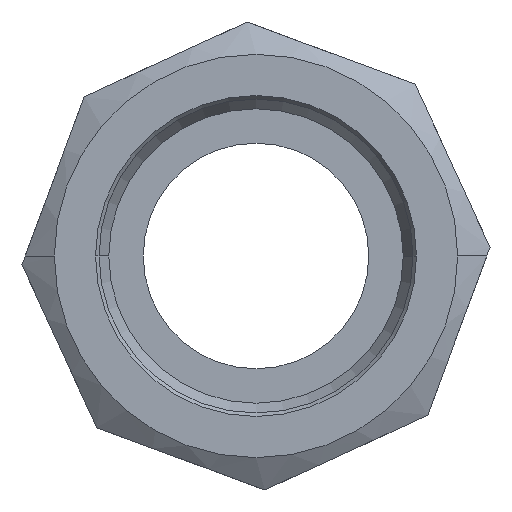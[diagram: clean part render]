
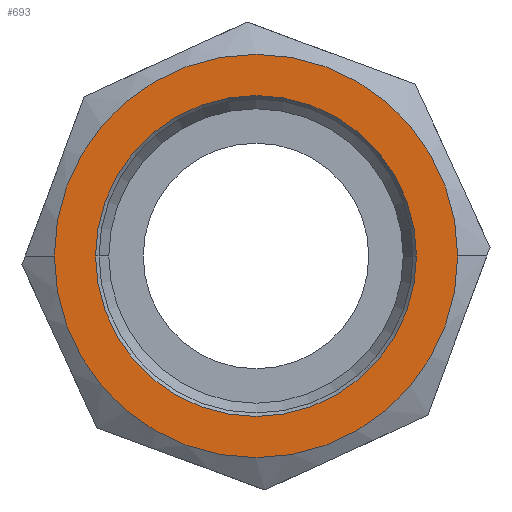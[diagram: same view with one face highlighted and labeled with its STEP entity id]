
A CAD part, left-side view. The second image highlights one B-rep face of the part: STEP entity #693.
In plain terms, the highlighted planar face has unit normal (-1, 0, 0).
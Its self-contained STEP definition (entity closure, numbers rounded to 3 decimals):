
#3 = FACE_BOUND ( 'NONE', #486, .T. ) ;
#43 = EDGE_CURVE ( 'NONE', #517, #822, #734, .T. ) ;
#127 = DIRECTION ( 'NONE',  ( -1., 0., 0. ) ) ;
#144 = ORIENTED_EDGE ( 'NONE', *, *, #449, .F. ) ;
#162 = ORIENTED_EDGE ( 'NONE', *, *, #43, .T. ) ;
#213 = DIRECTION ( 'NONE',  ( 0., -1., 0. ) ) ;
#215 = CIRCLE ( 'NONE', #882, 8.538 ) ;
#233 = CIRCLE ( 'NONE', #354, 10.729 ) ;
#252 = DIRECTION ( 'NONE',  ( 1., 0., 0. ) ) ;
#323 = EDGE_CURVE ( 'NONE', #822, #517, #233, .T. ) ;
#344 = ORIENTED_EDGE ( 'NONE', *, *, #439, .F. ) ;
#351 = CARTESIAN_POINT ( 'NONE',  ( -64.813, 0., 0. ) ) ;
#354 = AXIS2_PLACEMENT_3D ( 'NONE', #351, #876, #428 ) ;
#365 = CARTESIAN_POINT ( 'NONE',  ( -64.813, 8.538, 0. ) ) ;
#428 = DIRECTION ( 'NONE',  ( 0., -1., 0. ) ) ;
#437 = FACE_OUTER_BOUND ( 'NONE', #1104, .T. ) ;
#439 = EDGE_CURVE ( 'NONE', #914, #785, #215, .T. ) ;
#449 = EDGE_CURVE ( 'NONE', #785, #914, #643, .T. ) ;
#454 = DIRECTION ( 'NONE',  ( 0., -1., 0. ) ) ;
#458 = CARTESIAN_POINT ( 'NONE',  ( -64.813, 10.729, 0. ) ) ;
#473 = DIRECTION ( 'NONE',  ( 0., -1., 0. ) ) ;
#486 = EDGE_LOOP ( 'NONE', ( #344, #144 ) ) ;
#517 = VERTEX_POINT ( 'NONE', #763 ) ;
#590 = DIRECTION ( 'NONE',  ( 0., 1., 0. ) ) ;
#643 = CIRCLE ( 'NONE', #840, 8.538 ) ;
#693 = ADVANCED_FACE ( 'NONE', ( #3, #437 ), #776, .F. ) ;
#715 = DIRECTION ( 'NONE',  ( -1., 0., 0. ) ) ;
#734 = CIRCLE ( 'NONE', #1106, 10.729 ) ;
#763 = CARTESIAN_POINT ( 'NONE',  ( -64.813, -10.729, 0. ) ) ;
#776 = PLANE ( 'NONE',  #963 ) ;
#783 = CARTESIAN_POINT ( 'NONE',  ( -64.813, 10.729, 0. ) ) ;
#785 = VERTEX_POINT ( 'NONE', #365 ) ;
#800 = DIRECTION ( 'NONE',  ( -1., 0., 0. ) ) ;
#822 = VERTEX_POINT ( 'NONE', #458 ) ;
#840 = AXIS2_PLACEMENT_3D ( 'NONE', #1069, #800, #454 ) ;
#876 = DIRECTION ( 'NONE',  ( -1., 0., 0. ) ) ;
#882 = AXIS2_PLACEMENT_3D ( 'NONE', #888, #715, #473 ) ;
#888 = CARTESIAN_POINT ( 'NONE',  ( -64.813, 0., 0. ) ) ;
#914 = VERTEX_POINT ( 'NONE', #1082 ) ;
#963 = AXIS2_PLACEMENT_3D ( 'NONE', #783, #252, #590 ) ;
#1062 = CARTESIAN_POINT ( 'NONE',  ( -64.813, 0., 0. ) ) ;
#1069 = CARTESIAN_POINT ( 'NONE',  ( -64.813, 0., 0. ) ) ;
#1078 = ORIENTED_EDGE ( 'NONE', *, *, #323, .T. ) ;
#1082 = CARTESIAN_POINT ( 'NONE',  ( -64.813, -8.538, 0. ) ) ;
#1104 = EDGE_LOOP ( 'NONE', ( #1078, #162 ) ) ;
#1106 = AXIS2_PLACEMENT_3D ( 'NONE', #1062, #127, #213 ) ;
